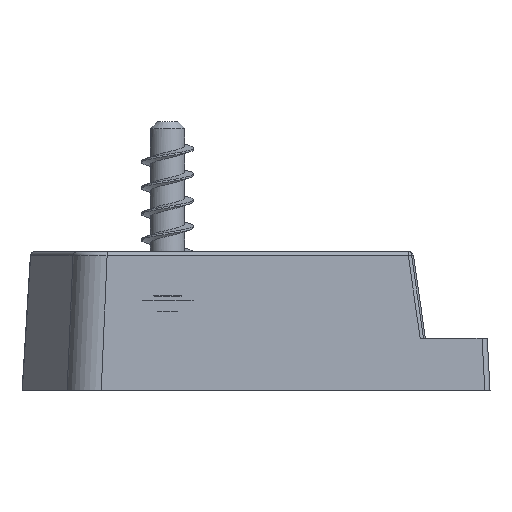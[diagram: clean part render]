
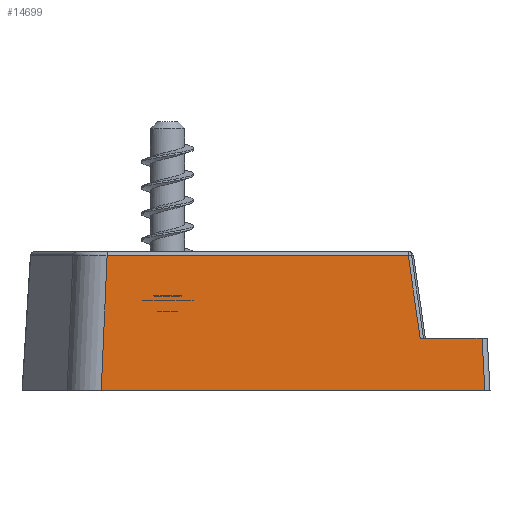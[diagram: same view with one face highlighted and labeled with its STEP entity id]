
A CAD part, left-side view. The second image highlights one B-rep face of the part: STEP entity #14699.
In plain terms, the highlighted planar face has unit normal (-0.999, 0, 0.052).
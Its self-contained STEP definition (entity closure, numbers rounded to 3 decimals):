
#14123=CARTESIAN_POINT('',(-17.093,-9.417,-0.237));
#14124=VERTEX_POINT('',#14123);
#14501=CARTESIAN_POINT('',(-17.093,7.958,-0.237));
#14502=VERTEX_POINT('',#14501);
#14528=CARTESIAN_POINT('',(-17.093,-9.417,-0.237));
#14529=DIRECTION('',(0.0,1.0,0.0));
#14530=VECTOR('',#14529,17.375);
#14531=LINE('',#14528,#14530);
#14532=EDGE_CURVE('',#14124,#14502,#14531,.T.);
#14642=CARTESIAN_POINT('',(-17.5,8.299,-8.0));
#14643=VERTEX_POINT('',#14642);
#14651=CARTESIAN_POINT('',(-17.093,7.958,-0.237));
#14652=DIRECTION('',(-0.052,0.044,-0.998));
#14653=VECTOR('',#14652,7.781);
#14654=LINE('',#14651,#14653);
#14655=EDGE_CURVE('',#14502,#14643,#14654,.T.);
#14660=CARTESIAN_POINT('',(-17.081,8.297,-0.011));
#14661=DIRECTION('',(0.999,0.0,-0.052));
#14662=DIRECTION('',(0.0,-1.0,0.0));
#14663=AXIS2_PLACEMENT_3D('',#14660,#14661,#14662);
#14664=PLANE('',#14663);
#14665=ORIENTED_EDGE('',*,*,#14532,.T.);
#14666=ORIENTED_EDGE('',*,*,#14655,.T.);
#14667=CARTESIAN_POINT('',(-17.5,-13.831,-8.0));
#14668=VERTEX_POINT('',#14667);
#14669=CARTESIAN_POINT('',(-17.5,8.299,-8.0));
#14670=DIRECTION('',(0.0,-1.0,0.0));
#14671=VECTOR('',#14670,22.131);
#14672=LINE('',#14669,#14671);
#14673=EDGE_CURVE('',#14643,#14668,#14672,.T.);
#14674=ORIENTED_EDGE('',*,*,#14673,.T.);
#14675=CARTESIAN_POINT('',(-17.343,-13.674,-5.0));
#14676=VERTEX_POINT('',#14675);
#14677=CARTESIAN_POINT('',(-17.5,-13.831,-8.0));
#14678=DIRECTION('',(0.052,0.052,0.997));
#14679=VECTOR('',#14678,3.008);
#14680=LINE('',#14677,#14679);
#14681=EDGE_CURVE('',#14668,#14676,#14680,.T.);
#14682=ORIENTED_EDGE('',*,*,#14681,.T.);
#14683=CARTESIAN_POINT('',(-17.343,-10.103,-5.0));
#14684=VERTEX_POINT('',#14683);
#14685=CARTESIAN_POINT('',(-17.343,-13.674,-5.0));
#14686=DIRECTION('',(0.0,1.0,0.0));
#14687=VECTOR('',#14686,3.571);
#14688=LINE('',#14685,#14687);
#14689=EDGE_CURVE('',#14676,#14684,#14688,.T.);
#14690=ORIENTED_EDGE('',*,*,#14689,.T.);
#14691=CARTESIAN_POINT('',(-17.343,-10.103,-5.));
#14692=DIRECTION('',(0.052,0.142,0.988));
#14693=VECTOR('',#14692,4.819);
#14694=LINE('',#14691,#14693);
#14695=EDGE_CURVE('',#14684,#14124,#14694,.T.);
#14696=ORIENTED_EDGE('',*,*,#14695,.T.);
#14697=EDGE_LOOP('',(#14665,#14666,#14674,#14682,#14690,#14696));
#14698=FACE_OUTER_BOUND('',#14697,.T.);
#14699=ADVANCED_FACE('',(#14698),#14664,.F.);
